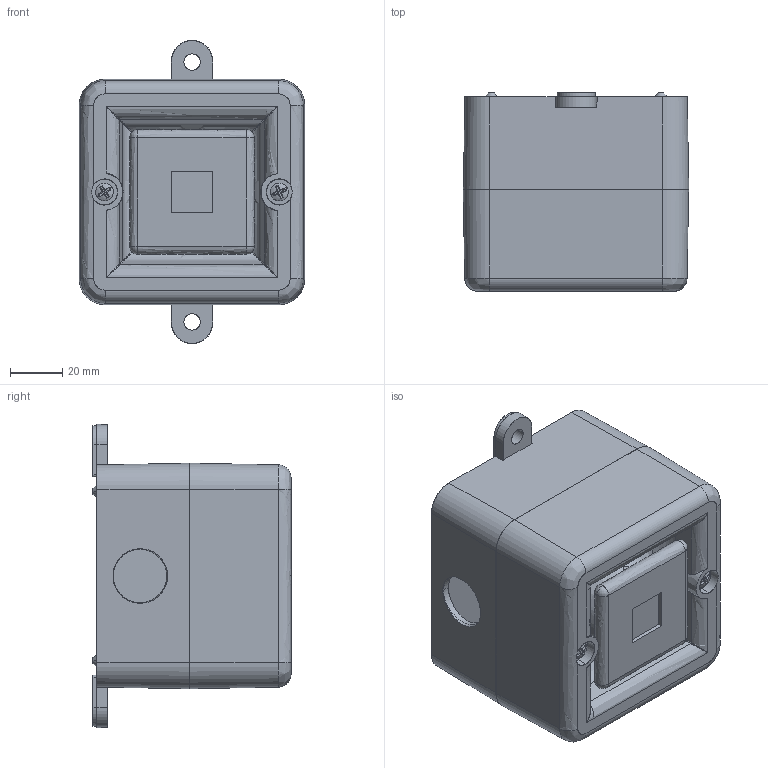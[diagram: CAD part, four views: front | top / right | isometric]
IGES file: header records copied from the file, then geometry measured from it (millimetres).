
Start section: SolidWorks IGES file using analytic representation for surfaces
Global section: file name: SK0133-3D_Issue_A.IGS; native system: SolidWorks 2018; preprocessor: SolidWorks 2018; author: richard.potts; date: 180212.095652; units: millimetre
Bounding box: 86.47 x 75.9 x 116.22 mm (x, y, z)
Surface area: 98027.1 mm2 (no closed solid volume)
Topology: 0 solids, 0 shells, 543 faces, 6820 edges, 6795 vertices
Faces by surface type: bspline 287, revolution 256
